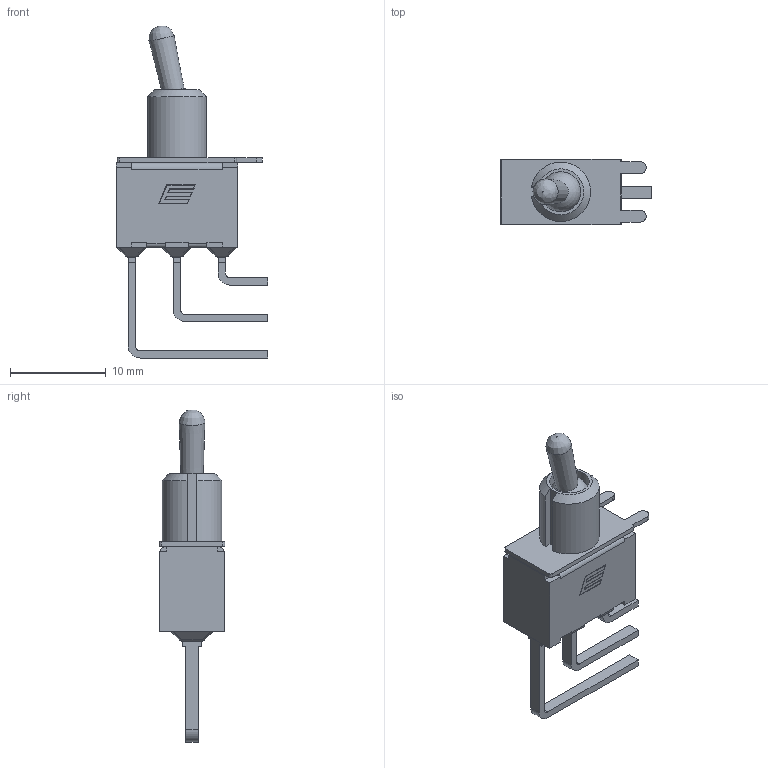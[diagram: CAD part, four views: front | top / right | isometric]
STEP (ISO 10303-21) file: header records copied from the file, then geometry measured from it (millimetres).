
FILE_DESCRIPTION(('FreeCAD Model'),'2;1');
FILE_NAME('100SPxT2B4M7xE.stp', '2020-11-08T17:42:10',('Author'),(''), 'Open CASCADE STEP processor 7.3','FreeCAD','Unknown');
FILE_SCHEMA(('AUTOMOTIVE_DESIGN { 1 0 10303 214 1 1 1 1 }'));
Length unit declared in the file: millimetre
Products named in the file (1): 100SPxT2B4M7xE.stp
Bounding box: 15.88 x 6.86 x 34.71 mm (x, y, z)
Volume: 1058.5 mm3; surface area: 1157.6 mm2
Topology: 2 solids, 6 shells, 226 faces, 1691 edges, 4854 vertices
Faces by surface type: plane 160, cylinder 49, sphere 14, cone 2, bspline 1
Full cylindrical faces by diameter (mm): 4.2 x2
Entity records: 27785 total; most frequent: CARTESIAN_POINT 8942, DIRECTION 3485, LINE 2355, VECTOR 2355, GEOMETRIC_CURVE_SET 1128, ORIENTED_EDGE 1126, PCURVE 1126, DEFINITIONAL_REPRESENTATION 1126
